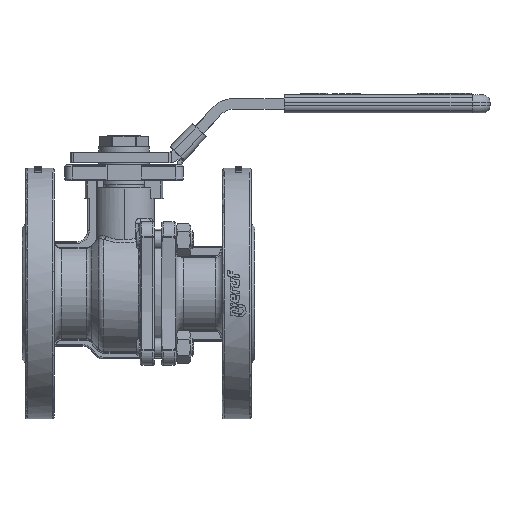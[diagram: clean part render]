
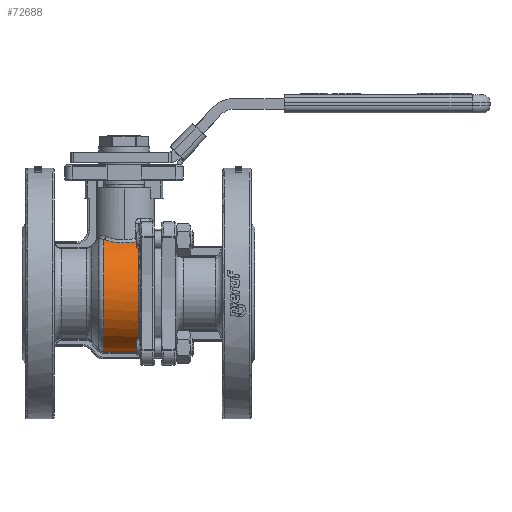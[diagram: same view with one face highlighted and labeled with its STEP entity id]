
A CAD part, front view. The second image highlights one B-rep face of the part: STEP entity #72688.
In plain terms, the highlighted cylindrical face has radius 33.5 mm (diameter 67 mm), a partial arc.
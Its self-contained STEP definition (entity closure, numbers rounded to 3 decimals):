
#54301=CARTESIAN_POINT('',(-11.219,-8.739,-32.34));
#54302=VERTEX_POINT('',#54301);
#64836=CARTESIAN_POINT('',(8.,-8.739,-32.34));
#64837=VERTEX_POINT('',#64836);
#64866=CARTESIAN_POINT('',(8.,-8.739,-32.34));
#64867=DIRECTION('',(-1.,0.,-0.));
#64868=VECTOR('',#64867,19.219);
#64869=LINE('',#64866,#64868);
#64870=EDGE_CURVE('',#64837,#54302,#64869,.T.);
#72618=CARTESIAN_POINT('',(-11.219,-14.47,30.213));
#72619=VERTEX_POINT('',#72618);
#72632=CARTESIAN_POINT('',(-11.219,0.,0.));
#72633=DIRECTION('',(-1.,0.,-0.));
#72634=DIRECTION('',(-0.,0.,1.));
#72635=AXIS2_PLACEMENT_3D('',#72632,#72633,#72634);
#72636=CIRCLE('',#72635,33.5);
#72637=EDGE_CURVE('',#54302,#72619,#72636,.T.);
#72642=CARTESIAN_POINT('',(17.,0.,0.));
#72643=DIRECTION('',(-1.,0.,-0.));
#72644=DIRECTION('',(-0.,0.,1.));
#72645=AXIS2_PLACEMENT_3D('',#72642,#72643,#72644);
#72646=CYLINDRICAL_SURFACE('',#72645,33.5);
#72647=CARTESIAN_POINT('',(7.649,-16.413,29.204));
#72648=VERTEX_POINT('',#72647);
#72649=CARTESIAN_POINT('',(-11.219,-14.47,30.213));
#72650=CARTESIAN_POINT('',(-9.914,-15.371,29.782));
#72651=CARTESIAN_POINT('',(-8.481,-16.121,29.373));
#72652=CARTESIAN_POINT('',(-6.951,-16.688,29.048));
#72653=CARTESIAN_POINT('',(-5.421,-17.255,28.722));
#72654=CARTESIAN_POINT('',(-3.79,-17.639,28.481));
#72655=CARTESIAN_POINT('',(-2.126,-17.817,28.369));
#72656=CARTESIAN_POINT('',(-1.294,-17.906,28.313));
#72657=CARTESIAN_POINT('',(-0.453,-17.943,28.29));
#72658=CARTESIAN_POINT('',(0.387,-17.927,28.3));
#72659=CARTESIAN_POINT('',(1.226,-17.91,28.31));
#72660=CARTESIAN_POINT('',(2.065,-17.841,28.354));
#72661=CARTESIAN_POINT('',(2.892,-17.721,28.429));
#72662=CARTESIAN_POINT('',(4.545,-17.481,28.579));
#72663=CARTESIAN_POINT('',(6.149,-17.035,28.854));
#72664=CARTESIAN_POINT('',(7.649,-16.413,29.204));
#72665=B_SPLINE_CURVE_WITH_KNOTS('',3,(#72649,#72650,#72651,#72652,#72653,#72654,#72655,#72656,#72657,#72658,#72659,#72660,#72661,#72662,#72663,#72664),.UNSPECIFIED.,.F.,.F.,(4,3,3,3,3,4),(-9.453,-8.95,-8.446,-8.194,-7.942,-7.438),.UNSPECIFIED.);
#72666=EDGE_CURVE('',#72619,#72648,#72665,.T.);
#72667=ORIENTED_EDGE('',*,*,#72666,.F.);
#72668=ORIENTED_EDGE('',*,*,#72637,.F.);
#72669=ORIENTED_EDGE('',*,*,#64870,.F.);
#72670=CARTESIAN_POINT('',(8.,-17.152,28.776));
#72671=VERTEX_POINT('',#72670);
#72672=CARTESIAN_POINT('',(8.,0.,0.));
#72673=DIRECTION('',(1.,-0.,0.));
#72674=DIRECTION('',(-0.,0.,1.));
#72675=AXIS2_PLACEMENT_3D('',#72672,#72673,#72674);
#72676=CIRCLE('',#72675,33.5);
#72677=EDGE_CURVE('',#72671,#64837,#72676,.T.);
#72678=ORIENTED_EDGE('',*,*,#72677,.F.);
#72679=CARTESIAN_POINT('',(7.649,-16.413,29.204));
#72680=CARTESIAN_POINT('',(7.88,-16.604,29.096));
#72681=CARTESIAN_POINT('',(8.,-16.881,28.937));
#72682=CARTESIAN_POINT('',(8.,-17.152,28.776));
#72683=B_SPLINE_CURVE_WITH_KNOTS('',3,(#72679,#72680,#72681,#72682),.UNSPECIFIED.,.F.,.F.,(4,4),(0.,0.097),.UNSPECIFIED.);
#72684=EDGE_CURVE('',#72648,#72671,#72683,.T.);
#72685=ORIENTED_EDGE('',*,*,#72684,.F.);
#72686=EDGE_LOOP('',(#72667,#72668,#72669,#72678,#72685));
#72687=FACE_BOUND('',#72686,.T.);
#72688=ADVANCED_FACE('',(#72687),#72646,.T.);
